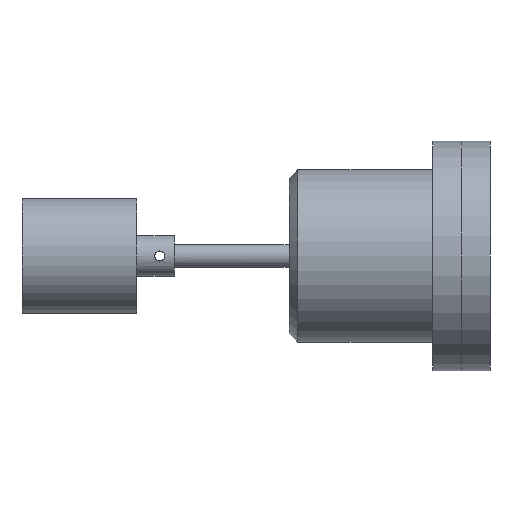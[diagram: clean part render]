
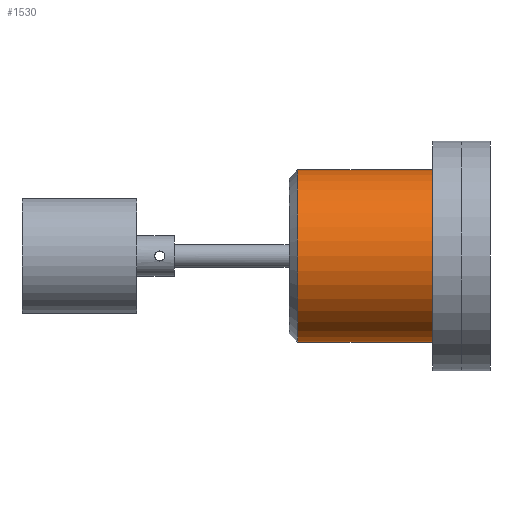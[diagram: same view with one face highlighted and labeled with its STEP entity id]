
A CAD part, left-side view. The second image highlights one B-rep face of the part: STEP entity #1530.
In plain terms, the highlighted cylindrical face has radius 30 mm (diameter 60 mm), a partial arc.
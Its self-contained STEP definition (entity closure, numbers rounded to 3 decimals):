
#57 = AXIS2_PLACEMENT_3D ( 'NONE', #1369, #732, #1825 ) ;
#89 = AXIS2_PLACEMENT_3D ( 'NONE', #1917, #2548, #1260 ) ;
#105 = VERTEX_POINT ( 'NONE', #2882 ) ;
#107 = CYLINDRICAL_SURFACE ( 'NONE', #1229, 30. ) ;
#111 = CIRCLE ( 'NONE', #57, 30. ) ;
#112 = DIRECTION ( 'NONE',  ( 0., -1., 0. ) ) ;
#273 = EDGE_CURVE ( 'NONE', #1464, #2543, #111, .T. ) ;
#391 = EDGE_LOOP ( 'NONE', ( #1310, #956, #1719, #2148 ) ) ;
#468 = CARTESIAN_POINT ( 'NONE',  ( 0., 60., 30. ) ) ;
#732 = DIRECTION ( 'NONE',  ( 0., 1., 0. ) ) ;
#798 = EDGE_CURVE ( 'NONE', #903, #105, #2778, .T. ) ;
#883 = CARTESIAN_POINT ( 'NONE',  ( 0., 57., 30. ) ) ;
#903 = VERTEX_POINT ( 'NONE', #883 ) ;
#956 = ORIENTED_EDGE ( 'NONE', *, *, #798, .T. ) ;
#1006 = DIRECTION ( 'NONE',  ( 0., 0., -1. ) ) ;
#1023 = CARTESIAN_POINT ( 'NONE',  ( 0., 60., -30. ) ) ;
#1135 = CARTESIAN_POINT ( 'NONE',  ( 0., 10., 30. ) ) ;
#1223 = CARTESIAN_POINT ( 'NONE',  ( 0., 60., 0. ) ) ;
#1229 = AXIS2_PLACEMENT_3D ( 'NONE', #1223, #2346, #1006 ) ;
#1260 = DIRECTION ( 'NONE',  ( 0., 0., 1. ) ) ;
#1310 = ORIENTED_EDGE ( 'NONE', *, *, #2492, .F. ) ;
#1369 = CARTESIAN_POINT ( 'NONE',  ( 0., 10., 0. ) ) ;
#1398 = CARTESIAN_POINT ( 'NONE',  ( 0., 10., -30. ) ) ;
#1464 = VERTEX_POINT ( 'NONE', #1398 ) ;
#1508 = VECTOR ( 'NONE', #1844, 1000. ) ;
#1530 = ADVANCED_FACE ( 'NONE', ( #2127 ), #107, .T. ) ;
#1719 = ORIENTED_EDGE ( 'NONE', *, *, #1831, .T. ) ;
#1825 = DIRECTION ( 'NONE',  ( 0., 0., 1. ) ) ;
#1831 = EDGE_CURVE ( 'NONE', #105, #1464, #2624, .T. ) ;
#1844 = DIRECTION ( 'NONE',  ( 0., -1., 0. ) ) ;
#1917 = CARTESIAN_POINT ( 'NONE',  ( 0., 57., 0. ) ) ;
#1977 = VECTOR ( 'NONE', #112, 1000. ) ;
#2127 = FACE_OUTER_BOUND ( 'NONE', #391, .T. ) ;
#2148 = ORIENTED_EDGE ( 'NONE', *, *, #273, .T. ) ;
#2346 = DIRECTION ( 'NONE',  ( 0., -1., 0. ) ) ;
#2492 = EDGE_CURVE ( 'NONE', #903, #2543, #2532, .T. ) ;
#2532 = LINE ( 'NONE', #468, #1508 ) ;
#2543 = VERTEX_POINT ( 'NONE', #1135 ) ;
#2548 = DIRECTION ( 'NONE',  ( 0., -1., 0. ) ) ;
#2624 = LINE ( 'NONE', #1023, #1977 ) ;
#2778 = CIRCLE ( 'NONE', #89, 30. ) ;
#2882 = CARTESIAN_POINT ( 'NONE',  ( 0., 57., -30. ) ) ;
